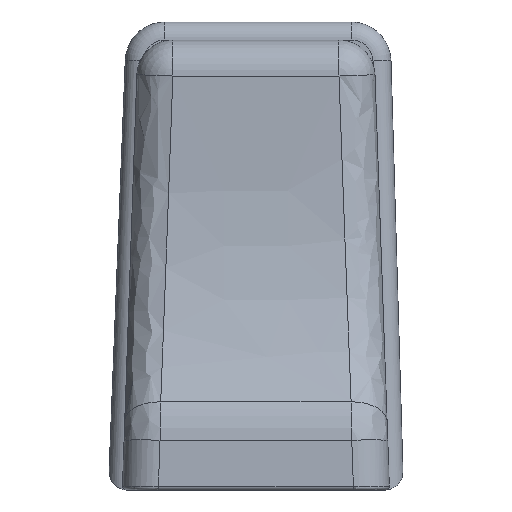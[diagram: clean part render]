
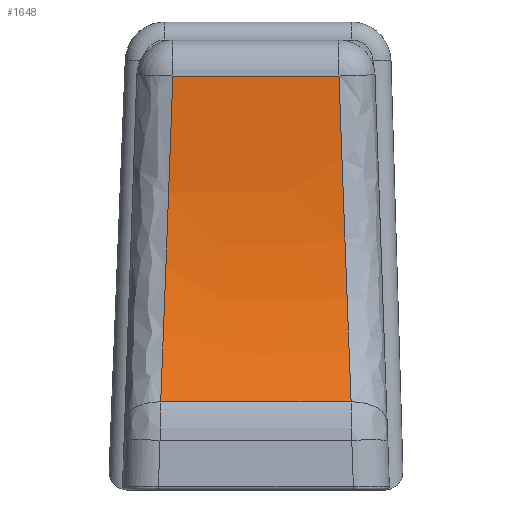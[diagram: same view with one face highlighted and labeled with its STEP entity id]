
A CAD part, left-side view. The second image highlights one B-rep face of the part: STEP entity #1648.
In plain terms, the highlighted face is a extrusion surface.
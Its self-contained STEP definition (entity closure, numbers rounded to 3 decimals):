
#1572=CARTESIAN_POINT('',(-4.5,2.308,11.5));
#1573=VERTEX_POINT('',#1572);
#1574=CARTESIAN_POINT('',(-6.553,2.645,2.447));
#1575=VERTEX_POINT('',#1574);
#1576=CARTESIAN_POINT('',(-4.5,2.308,11.5));
#1577=CARTESIAN_POINT('',(-4.5,2.342,10.531));
#1578=CARTESIAN_POINT('',(-4.509,2.376,9.576));
#1579=CARTESIAN_POINT('',(-4.633,2.443,7.753));
#1580=CARTESIAN_POINT('',(-4.746,2.475,6.878));
#1581=CARTESIAN_POINT('',(-4.978,2.512,5.895));
#1582=CARTESIAN_POINT('',(-5.016,2.518,5.747));
#1583=CARTESIAN_POINT('',(-5.095,2.529,5.463));
#1584=CARTESIAN_POINT('',(-5.138,2.534,5.32));
#1585=CARTESIAN_POINT('',(-5.272,2.55,4.901));
#1586=CARTESIAN_POINT('',(-5.373,2.561,4.626));
#1587=CARTESIAN_POINT('',(-5.597,2.581,4.089));
#1588=CARTESIAN_POINT('',(-5.721,2.592,3.825));
#1589=CARTESIAN_POINT('',(-5.924,2.606,3.44));
#1590=CARTESIAN_POINT('',(-5.996,2.611,3.311));
#1591=CARTESIAN_POINT('',(-6.143,2.621,3.061));
#1592=CARTESIAN_POINT('',(-6.223,2.626,2.934));
#1593=CARTESIAN_POINT('',(-6.382,2.635,2.689));
#1594=CARTESIAN_POINT('',(-6.466,2.64,2.567));
#1595=CARTESIAN_POINT('',(-6.553,2.645,2.447));
#1596=B_SPLINE_CURVE_WITH_KNOTS('',3,(#1576,#1577,#1578,#1579,#1580,#1581,#1582,#1583,#1584,#1585,
    #1586,#1587,#1588,#1589,#1590,#1591,#1592,#1593,#1594,#1595),.UNSPECIFIED.,.F.,.U.,
 (4,2,2,2,2,2,2,2,2,4),(0.0,0.291,0.569,0.617,0.665,0.76,0.856,0.904,0.951,1.0),.UNSPECIFIED.);
#1597=EDGE_CURVE('n� 696',#1573,#1575,#1596,.T.);
#1598=ORIENTED_EDGE('',*,*,#1597,.T.);
#1599=CARTESIAN_POINT('',(-6.553,-2.645,2.447));
#1600=VERTEX_POINT('',#1599);
#1601=CARTESIAN_POINT('',(-6.553,2.645,2.447));
#1602=DIRECTION('',(0.0,-1.0,0.0));
#1603=VECTOR('',#1602,1.0);
#1604=LINE('',#1601,#1603);
#1605=EDGE_CURVE('n� 1281',#1575,#1600,#1604,.T.);
#1606=ORIENTED_EDGE('',*,*,#1605,.T.);
#1607=CARTESIAN_POINT('',(-4.5,-2.308,11.5));
#1608=VERTEX_POINT('',#1607);
#1609=CARTESIAN_POINT('',(-6.553,-2.645,2.447));
#1610=CARTESIAN_POINT('',(-6.466,-2.64,2.567));
#1611=CARTESIAN_POINT('',(-6.382,-2.635,2.689));
#1612=CARTESIAN_POINT('',(-6.223,-2.626,2.934));
#1613=CARTESIAN_POINT('',(-6.143,-2.621,3.061));
#1614=CARTESIAN_POINT('',(-5.996,-2.611,3.311));
#1615=CARTESIAN_POINT('',(-5.924,-2.606,3.44));
#1616=CARTESIAN_POINT('',(-5.721,-2.592,3.825));
#1617=CARTESIAN_POINT('',(-5.597,-2.581,4.089));
#1618=CARTESIAN_POINT('',(-5.373,-2.561,4.626));
#1619=CARTESIAN_POINT('',(-5.272,-2.55,4.901));
#1620=CARTESIAN_POINT('',(-5.138,-2.534,5.32));
#1621=CARTESIAN_POINT('',(-5.095,-2.529,5.463));
#1622=CARTESIAN_POINT('',(-5.016,-2.518,5.747));
#1623=CARTESIAN_POINT('',(-4.978,-2.512,5.895));
#1624=CARTESIAN_POINT('',(-4.746,-2.475,6.878));
#1625=CARTESIAN_POINT('',(-4.633,-2.443,7.753));
#1626=CARTESIAN_POINT('',(-4.509,-2.376,9.576));
#1627=CARTESIAN_POINT('',(-4.5,-2.342,10.531));
#1628=CARTESIAN_POINT('',(-4.5,-2.308,11.5));
#1629=B_SPLINE_CURVE_WITH_KNOTS('',3,(#1609,#1610,#1611,#1612,#1613,#1614,#1615,#1616,#1617,#1618,
    #1619,#1620,#1621,#1622,#1623,#1624,#1625,#1626,#1627,#1628),.UNSPECIFIED.,.F.,.U.,
 (4,2,2,2,2,2,2,2,2,4),(0.0,0.049,0.096,0.144,0.24,0.335,0.383,0.431,0.709,1.0),.UNSPECIFIED.);
#1630=EDGE_CURVE('n� 1234',#1600,#1608,#1629,.T.);
#1631=ORIENTED_EDGE('',*,*,#1630,.T.);
#1632=CARTESIAN_POINT('',(-4.5,3.7,11.5));
#1633=DIRECTION('',(0.0,-1.0,0.0));
#1634=VECTOR('',#1633,1.0);
#1635=LINE('',#1632,#1634);
#1636=EDGE_CURVE('n� 681',#1573,#1608,#1635,.T.);
#1637=ORIENTED_EDGE('',*,*,#1636,.F.);
#1638=EDGE_LOOP('',(#1598,#1606,#1631,#1637));
#1639=FACE_OUTER_BOUND('',#1638,.T.);
#1640=CARTESIAN_POINT('',(-6.895,3.7,2.0));
#1641=CARTESIAN_POINT('',(-4.606,3.7,4.819));
#1642=CARTESIAN_POINT('',(-4.5,3.7,8.084));
#1643=CARTESIAN_POINT('',(-4.5,3.7,11.5));
#1644=B_SPLINE_CURVE_WITH_KNOTS('',3,(#1640,#1641,#1642,#1643),.UNSPECIFIED.,.F.,.U.,
 (4,4),(0.0,10.314),.UNSPECIFIED.);
#1645=DIRECTION('',(-0.0,-1.0,-0.0));
#1646=VECTOR('',#1645,1.0);
#1647=SURFACE_OF_LINEAR_EXTRUSION('',#1644,#1646);
#1648=ADVANCED_FACE('n� 491',(#1639),#1647,.F.);
